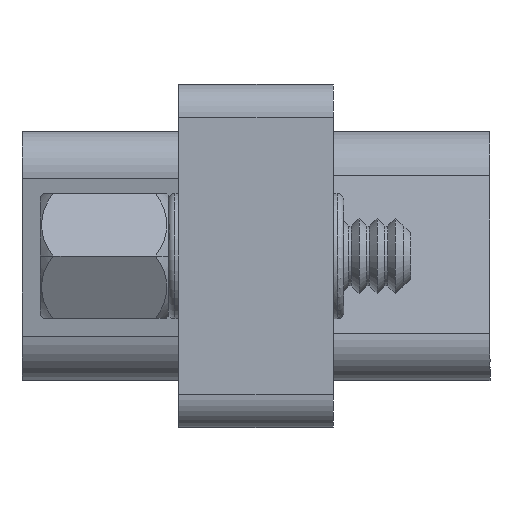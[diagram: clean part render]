
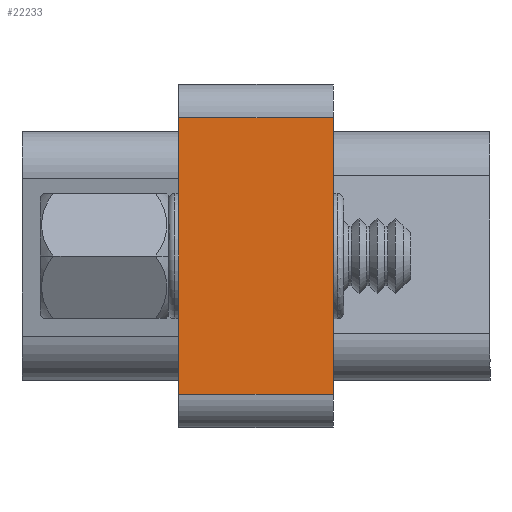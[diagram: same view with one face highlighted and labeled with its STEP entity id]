
A CAD part, left-side view. The second image highlights one B-rep face of the part: STEP entity #22233.
In plain terms, the highlighted planar face has unit normal (-1, 0, 0).
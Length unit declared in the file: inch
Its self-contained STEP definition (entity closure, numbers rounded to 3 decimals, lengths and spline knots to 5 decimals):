
#12311 = DIRECTION ( 'NONE',  ( 0., 0., 1. ) ) ;
#12312 = VECTOR ( 'NONE', #12311, 39.37008 ) ;
#12313 = CARTESIAN_POINT ( 'NONE',  ( -1.05, 0.115, 0.255 ) ) ;
#12314 = LINE ( 'NONE', #12313, #12312 ) ;
#12315 = CARTESIAN_POINT ( 'NONE',  ( -1.05, 0.115, -0.205 ) ) ;
#12372 = CARTESIAN_POINT ( 'NONE',  ( -1.05, 0.115, 0.205 ) ) ;
#19759 = DIRECTION ( 'NONE',  ( 0., 1., 0. ) ) ;
#20015 = VECTOR ( 'NONE', #19759, 39.37008 ) ;
#20016 = CARTESIAN_POINT ( 'NONE',  ( -1.05, 0.115, 0.205 ) ) ;
#20017 = LINE ( 'NONE', #20016, #20015 ) ;
#20409 = VERTEX_POINT ( 'NONE', #12315 ) ;
#20411 = EDGE_CURVE ( 'NONE', #20409, #20412, #12314, .T. ) ;
#20412 = VERTEX_POINT ( 'NONE', #12372 ) ;
#20782 = DIRECTION ( 'NONE',  ( 0., -1., 0. ) ) ;
#20783 = VECTOR ( 'NONE', #20782, 39.37008 ) ;
#20784 = CARTESIAN_POINT ( 'NONE',  ( -1.05, 0.115, -0.205 ) ) ;
#20785 = LINE ( 'NONE', #20784, #20783 ) ;
#21113 = CARTESIAN_POINT ( 'NONE',  ( -1.05, -0.115, 0.205 ) ) ;
#21114 = CARTESIAN_POINT ( 'NONE',  ( -1.05, -0.115, -0.205 ) ) ;
#21115 = DIRECTION ( 'NONE',  ( 0., 0., 1. ) ) ;
#21116 = VECTOR ( 'NONE', #21115, 39.37008 ) ;
#21117 = CARTESIAN_POINT ( 'NONE',  ( -1.05, -0.115, 0.255 ) ) ;
#21118 = LINE ( 'NONE', #21117, #21116 ) ;
#21119 = DIRECTION ( 'NONE',  ( 0., 0., -1. ) ) ;
#21120 = DIRECTION ( 'NONE',  ( 1., 0., 0. ) ) ;
#21121 = CARTESIAN_POINT ( 'NONE',  ( -1.05, 0.115, 0.255 ) ) ;
#21122 = AXIS2_PLACEMENT_3D ( 'NONE', #21121, #21120, #21119 ) ;
#21123 = PLANE ( 'NONE',  #21122 ) ;
#21124 = FACE_OUTER_BOUND ( 'NONE', #22234, .T. ) ;
#22047 = ORIENTED_EDGE ( 'NONE', *, *, #22048, .T. ) ;
#22048 = EDGE_CURVE ( 'NONE', #22238, #20412, #20017, .T. ) ;
#22118 = ORIENTED_EDGE ( 'NONE', *, *, #20411, .F. ) ;
#22119 = ORIENTED_EDGE ( 'NONE', *, *, #22120, .T. ) ;
#22120 = EDGE_CURVE ( 'NONE', #20409, #22237, #20785, .T. ) ;
#22233 = ADVANCED_FACE ( 'NONE', ( #21124 ), #21123, .F. ) ;
#22234 = EDGE_LOOP ( 'NONE', ( #22235, #22047, #22118, #22119 ) ) ;
#22235 = ORIENTED_EDGE ( 'NONE', *, *, #22236, .T. ) ;
#22236 = EDGE_CURVE ( 'NONE', #22237, #22238, #21118, .T. ) ;
#22237 = VERTEX_POINT ( 'NONE', #21114 ) ;
#22238 = VERTEX_POINT ( 'NONE', #21113 ) ;
